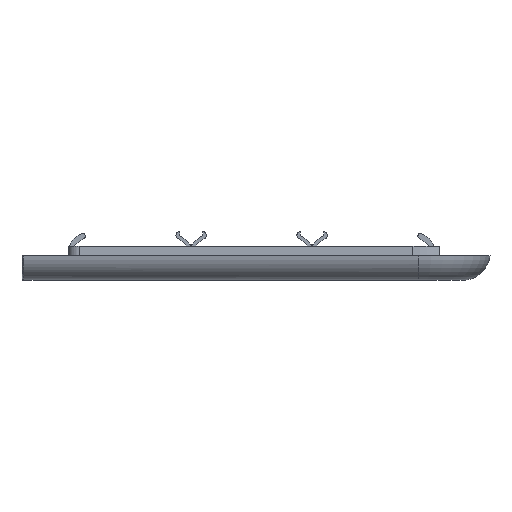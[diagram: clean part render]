
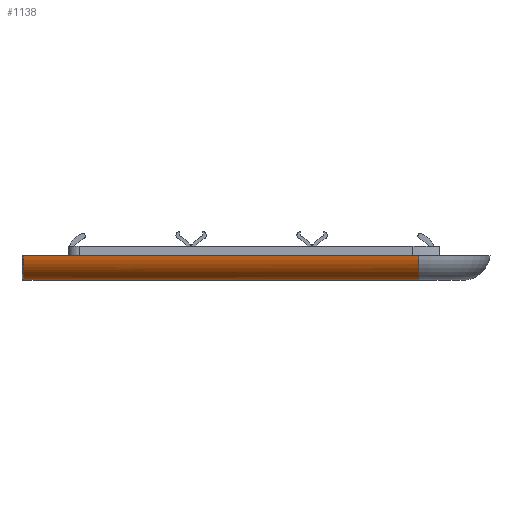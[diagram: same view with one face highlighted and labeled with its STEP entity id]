
A CAD part, left-side view. The second image highlights one B-rep face of the part: STEP entity #1138.
In plain terms, the highlighted cylindrical face has radius 4.064 mm (diameter 8.128 mm), a partial arc.
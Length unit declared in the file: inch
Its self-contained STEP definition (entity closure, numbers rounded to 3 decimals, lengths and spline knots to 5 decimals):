
#395 = CARTESIAN_POINT ( 'NONE',  ( -0.758, 0.40875, -0.107 ) ) ;
#412 = CYLINDRICAL_SURFACE ( 'NONE', #8689, 0.16 ) ;
#541 = FACE_OUTER_BOUND ( 'NONE', #6003, .T. ) ;
#552 = AXIS2_PLACEMENT_3D ( 'NONE', #395, #2497, #8648 ) ;
#628 = CARTESIAN_POINT ( 'NONE',  ( -0.91434, 2.66849, -0.14612 ) ) ;
#683 = VECTOR ( 'NONE', #8582, 39.37008 ) ;
#1002 = LINE ( 'NONE', #3152, #683 ) ;
#1052 = EDGE_CURVE ( 'NONE', #8608, #8615, #1002, .T. ) ;
#1126 = CIRCLE ( 'NONE', #552, 0.16 ) ;
#1138 = ADVANCED_FACE ( 'NONE', ( #541 ), #412, .T. ) ;
#1173 = CARTESIAN_POINT ( 'NONE',  ( -0.758, 0.40875, -0.267 ) ) ;
#1213 = CARTESIAN_POINT ( 'NONE',  ( -0.91675, 2.66849, -0.127 ) ) ;
#1421 = DIRECTION ( 'NONE',  ( 0., 1., 0. ) ) ;
#1508 = LINE ( 'NONE', #6396, #5465 ) ;
#1550 = ORIENTED_EDGE ( 'NONE', *, *, #8945, .F. ) ;
#1837 = VECTOR ( 'NONE', #7662, 39.37008 ) ;
#2358 = VERTEX_POINT ( 'NONE', #1173 ) ;
#2497 = DIRECTION ( 'NONE',  ( 0., 1., 0. ) ) ;
#2545 = CARTESIAN_POINT ( 'NONE',  ( -0.758, 2.67875, -0.107 ) ) ;
#2821 = ORIENTED_EDGE ( 'NONE', *, *, #5654, .T. ) ;
#3134 = ORIENTED_EDGE ( 'NONE', *, *, #4083, .T. ) ;
#3152 = CARTESIAN_POINT ( 'NONE',  ( -0.758, 2.56875, -0.267 ) ) ;
#3413 = CARTESIAN_POINT ( 'NONE',  ( -0.84938, 2.66849, -0.23975 ) ) ;
#3466 = CARTESIAN_POINT ( 'NONE',  ( -0.90844, 2.66849, -0.1648 ) ) ;
#3669 = VERTEX_POINT ( 'NONE', #6754 ) ;
#4004 = CARTESIAN_POINT ( 'NONE',  ( -0.77727, 2.66849, -0.267 ) ) ;
#4083 = EDGE_CURVE ( 'NONE', #4199, #8615, #5856, .T. ) ;
#4199 = VERTEX_POINT ( 'NONE', #1213 ) ;
#4219 = EDGE_CURVE ( 'NONE', #4199, #3669, #4924, .T. ) ;
#4303 = CARTESIAN_POINT ( 'NONE',  ( -0.758, 2.56875, -0.267 ) ) ;
#4784 = CARTESIAN_POINT ( 'NONE',  ( -0.91675, 2.66849, -0.127 ) ) ;
#4916 = ORIENTED_EDGE ( 'NONE', *, *, #1052, .F. ) ;
#4924 = LINE ( 'NONE', #7109, #1837 ) ;
#5413 = CARTESIAN_POINT ( 'NONE',  ( -0.79654, 2.66849, -0.26348 ) ) ;
#5465 = VECTOR ( 'NONE', #1421, 39.37008 ) ;
#5583 = CARTESIAN_POINT ( 'NONE',  ( -0.758, 2.6685, -0.267 ) ) ;
#5654 = EDGE_CURVE ( 'NONE', #2358, #3669, #1126, .T. ) ;
#5856 = B_SPLINE_CURVE_WITH_KNOTS ( 'NONE', 3,
 ( #4784, #628, #3466, #6058, #8200, #3413, #6746, #5413, #4004, #7515 ),
 .UNSPECIFIED., .F., .F.,
 ( 4, 2, 2, 2, 4 ),
 ( 0., 0.25, 0.5, 0.75, 1. ),
 .UNSPECIFIED. ) ;
#6003 = EDGE_LOOP ( 'NONE', ( #6846, #3134, #4916, #1550, #2821 ) ) ;
#6024 = DIRECTION ( 'NONE',  ( 1., 0., 0. ) ) ;
#6058 = CARTESIAN_POINT ( 'NONE',  ( -0.89041, 2.66849, -0.19887 ) ) ;
#6396 = CARTESIAN_POINT ( 'NONE',  ( -0.758, 0.40875, -0.267 ) ) ;
#6746 = CARTESIAN_POINT ( 'NONE',  ( -0.8326, 2.66849, -0.24985 ) ) ;
#6754 = CARTESIAN_POINT ( 'NONE',  ( -0.91675, 0.40875, -0.127 ) ) ;
#6846 = ORIENTED_EDGE ( 'NONE', *, *, #4219, .F. ) ;
#7109 = CARTESIAN_POINT ( 'NONE',  ( -0.91675, 2.67875, -0.127 ) ) ;
#7345 = DIRECTION ( 'NONE',  ( 0., -1., 0. ) ) ;
#7515 = CARTESIAN_POINT ( 'NONE',  ( -0.758, 2.6685, -0.267 ) ) ;
#7662 = DIRECTION ( 'NONE',  ( 0., -1., 0. ) ) ;
#8200 = CARTESIAN_POINT ( 'NONE',  ( -0.87828, 2.66849, -0.21425 ) ) ;
#8582 = DIRECTION ( 'NONE',  ( 0., 1., 0. ) ) ;
#8608 = VERTEX_POINT ( 'NONE', #4303 ) ;
#8615 = VERTEX_POINT ( 'NONE', #5583 ) ;
#8648 = DIRECTION ( 'NONE',  ( 0., 0., 1. ) ) ;
#8689 = AXIS2_PLACEMENT_3D ( 'NONE', #2545, #7345, #6024 ) ;
#8945 = EDGE_CURVE ( 'NONE', #2358, #8608, #1508, .T. ) ;
